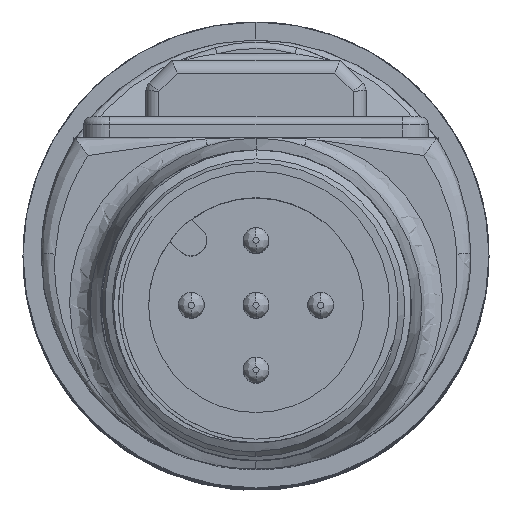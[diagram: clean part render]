
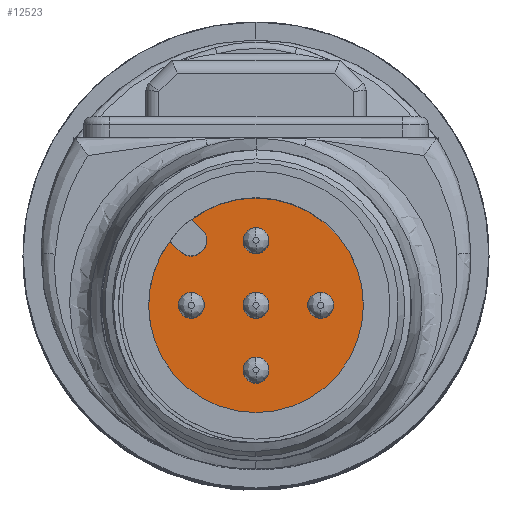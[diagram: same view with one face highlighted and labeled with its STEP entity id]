
A CAD part, top view. The second image highlights one B-rep face of the part: STEP entity #12523.
In plain terms, the highlighted face is planar.
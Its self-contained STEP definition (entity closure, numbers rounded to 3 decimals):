
#10855=DIRECTION('',(0.,-0.707,-0.707));
#10856=VECTOR('',#10855,0.556);
#10857=CARTESIAN_POINT('',(-5.25,3.328,2.479));
#10858=LINE('',#10857,#10856);
#10862=CARTESIAN_POINT('',(-5.25,2.51,2.51));
#10863=DIRECTION('',(-1.,0.,0.));
#10864=DIRECTION('',(0.,0.707,-0.707));
#10865=AXIS2_PLACEMENT_3D('',#10862,#10863,#10864);
#10870=DIRECTION('',(0.,0.707,0.707));
#10871=VECTOR('',#10870,0.556);
#10872=CARTESIAN_POINT('',(-5.25,2.086,2.934));
#10873=LINE('',#10872,#10871);
#10877=CARTESIAN_POINT('',(-5.25,0.,0.));
#10878=DIRECTION('',(1.,0.,0.));
#10879=DIRECTION('',(0.,0.597,0.802));
#10880=AXIS2_PLACEMENT_3D('',#10877,#10878,#10879);
#10885=CARTESIAN_POINT('',(-5.25,0.,0.));
#10886=DIRECTION('',(1.,0.,0.));
#10887=DIRECTION('',(0.,0.,1.));
#10888=AXIS2_PLACEMENT_3D('',#10885,#10886,#10887);
#10893=CARTESIAN_POINT('',(-5.25,0.,0.));
#10894=DIRECTION('',(1.,0.,0.));
#10895=DIRECTION('',(0.,0.,-1.));
#10896=AXIS2_PLACEMENT_3D('',#10893,#10894,#10895);
#10901=CARTESIAN_POINT('',(-5.25,-2.5,0.));
#10902=DIRECTION('',(-1.,0.,0.));
#10903=DIRECTION('',(0.,0.,1.));
#10904=AXIS2_PLACEMENT_3D('',#10901,#10902,#10903);
#10909=CARTESIAN_POINT('',(-5.25,-2.5,0.));
#10910=DIRECTION('',(-1.,0.,0.));
#10911=DIRECTION('',(0.,0.,-1.));
#10912=AXIS2_PLACEMENT_3D('',#10909,#10910,#10911);
#10917=CARTESIAN_POINT('',(-5.25,0.,-2.5));
#10918=DIRECTION('',(-1.,0.,0.));
#10919=DIRECTION('',(0.,0.,1.));
#10920=AXIS2_PLACEMENT_3D('',#10917,#10918,#10919);
#10925=CARTESIAN_POINT('',(-5.25,0.,-2.5));
#10926=DIRECTION('',(-1.,0.,0.));
#10927=DIRECTION('',(0.,0.,-1.));
#10928=AXIS2_PLACEMENT_3D('',#10925,#10926,#10927);
#10933=CARTESIAN_POINT('',(-5.25,2.5,0.));
#10934=DIRECTION('',(-1.,0.,0.));
#10935=DIRECTION('',(0.,0.,1.));
#10936=AXIS2_PLACEMENT_3D('',#10933,#10934,#10935);
#10941=CARTESIAN_POINT('',(-5.25,2.5,0.));
#10942=DIRECTION('',(-1.,0.,0.));
#10943=DIRECTION('',(0.,0.,-1.));
#10944=AXIS2_PLACEMENT_3D('',#10941,#10942,#10943);
#10949=CARTESIAN_POINT('',(-5.25,0.,0.));
#10950=DIRECTION('',(-1.,0.,0.));
#10951=DIRECTION('',(0.,0.,1.));
#10952=AXIS2_PLACEMENT_3D('',#10949,#10950,#10951);
#10957=CARTESIAN_POINT('',(-5.25,0.,0.));
#10958=DIRECTION('',(-1.,0.,0.));
#10959=DIRECTION('',(0.,0.,-1.));
#10960=AXIS2_PLACEMENT_3D('',#10957,#10958,#10959);
#10965=CARTESIAN_POINT('',(-5.25,0.,2.5));
#10966=DIRECTION('',(-1.,0.,0.));
#10967=DIRECTION('',(0.,0.,1.));
#10968=AXIS2_PLACEMENT_3D('',#10965,#10966,#10967);
#10973=CARTESIAN_POINT('',(-5.25,0.,2.5));
#10974=DIRECTION('',(-1.,0.,0.));
#10975=DIRECTION('',(0.,0.,-1.));
#10976=AXIS2_PLACEMENT_3D('',#10973,#10974,#10975);
#11973=CARTESIAN_POINT('',(-5.25,0.,-4.15));
#11974=VERTEX_POINT('',#11973);
#11975=CARTESIAN_POINT('',(-5.25,0.,4.15));
#11976=VERTEX_POINT('',#11975);
#11977=CARTESIAN_POINT('',(-5.25,3.328,2.479));
#11978=VERTEX_POINT('',#11977);
#11979=CARTESIAN_POINT('',(-5.25,2.479,3.328));
#11980=VERTEX_POINT('',#11979);
#11985=CARTESIAN_POINT('',(-5.25,2.934,2.086));
#11986=VERTEX_POINT('',#11985);
#11987=CARTESIAN_POINT('',(-5.25,2.086,2.934));
#11988=VERTEX_POINT('',#11987);
#11989=CARTESIAN_POINT('',(-5.25,-2.5,0.5));
#11990=CARTESIAN_POINT('',(-5.25,-2.5,-0.5));
#11991=VERTEX_POINT('',#11989);
#11992=VERTEX_POINT('',#11990);
#11993=CARTESIAN_POINT('',(-5.25,0.,-2.));
#11994=CARTESIAN_POINT('',(-5.25,0.,-3.));
#11995=VERTEX_POINT('',#11993);
#11996=VERTEX_POINT('',#11994);
#11997=CARTESIAN_POINT('',(-5.25,2.5,0.5));
#11998=CARTESIAN_POINT('',(-5.25,2.5,-0.5));
#11999=VERTEX_POINT('',#11997);
#12000=VERTEX_POINT('',#11998);
#12001=CARTESIAN_POINT('',(-5.25,0.,0.5));
#12002=CARTESIAN_POINT('',(-5.25,0.,-0.5));
#12003=VERTEX_POINT('',#12001);
#12004=VERTEX_POINT('',#12002);
#12005=CARTESIAN_POINT('',(-5.25,0.,3.));
#12006=CARTESIAN_POINT('',(-5.25,0.,2.));
#12007=VERTEX_POINT('',#12005);
#12008=VERTEX_POINT('',#12006);
#12477=CARTESIAN_POINT('',(-5.25,0.,0.));
#12478=DIRECTION('',(-1.,0.,0.));
#12479=DIRECTION('',(0.,0.,1.));
#12480=AXIS2_PLACEMENT_3D('',#12477,#12478,#12479);
#12481=PLANE('',#12480);
#12483=ORIENTED_EDGE('',*,*,#12482,.T.);
#12485=ORIENTED_EDGE('',*,*,#12484,.T.);
#12487=ORIENTED_EDGE('',*,*,#12486,.T.);
#12488=ORIENTED_EDGE('',*,*,#12466,.T.);
#12489=ORIENTED_EDGE('',*,*,#12448,.T.);
#12490=ORIENTED_EDGE('',*,*,#12461,.T.);
#12491=EDGE_LOOP('',(#12483,#12485,#12487,#12488,#12489,#12490));
#12492=FACE_OUTER_BOUND('',#12491,.F.);
#12494=ORIENTED_EDGE('',*,*,#12493,.T.);
#12496=ORIENTED_EDGE('',*,*,#12495,.T.);
#12497=EDGE_LOOP('',(#12494,#12496));
#12498=FACE_BOUND('',#12497,.F.);
#12500=ORIENTED_EDGE('',*,*,#12499,.T.);
#12502=ORIENTED_EDGE('',*,*,#12501,.T.);
#12503=EDGE_LOOP('',(#12500,#12502));
#12504=FACE_BOUND('',#12503,.F.);
#12506=ORIENTED_EDGE('',*,*,#12505,.T.);
#12508=ORIENTED_EDGE('',*,*,#12507,.T.);
#12509=EDGE_LOOP('',(#12506,#12508));
#12510=FACE_BOUND('',#12509,.F.);
#12512=ORIENTED_EDGE('',*,*,#12511,.T.);
#12514=ORIENTED_EDGE('',*,*,#12513,.T.);
#12515=EDGE_LOOP('',(#12512,#12514));
#12516=FACE_BOUND('',#12515,.F.);
#12518=ORIENTED_EDGE('',*,*,#12517,.T.);
#12520=ORIENTED_EDGE('',*,*,#12519,.T.);
#12521=EDGE_LOOP('',(#12518,#12520));
#12522=FACE_BOUND('',#12521,.F.);
#10866=CIRCLE('',#10865,0.6);
#10881=CIRCLE('',#10880,4.15);
#10889=CIRCLE('',#10888,4.15);
#10897=CIRCLE('',#10896,4.15);
#10905=CIRCLE('',#10904,0.5);
#10913=CIRCLE('',#10912,0.5);
#10921=CIRCLE('',#10920,0.5);
#10929=CIRCLE('',#10928,0.5);
#10937=CIRCLE('',#10936,0.5);
#10945=CIRCLE('',#10944,0.5);
#10953=CIRCLE('',#10952,0.5);
#10961=CIRCLE('',#10960,0.5);
#10969=CIRCLE('',#10968,0.5);
#10977=CIRCLE('',#10976,0.5);
#12448=EDGE_CURVE('',#11976,#11974,#10889,.T.);
#12461=EDGE_CURVE('',#11974,#11978,#10897,.T.);
#12466=EDGE_CURVE('',#11980,#11976,#10881,.T.);
#12482=EDGE_CURVE('',#11978,#11986,#10858,.T.);
#12484=EDGE_CURVE('',#11986,#11988,#10866,.T.);
#12486=EDGE_CURVE('',#11988,#11980,#10873,.T.);
#12493=EDGE_CURVE('',#11991,#11992,#10905,.T.);
#12495=EDGE_CURVE('',#11992,#11991,#10913,.T.);
#12499=EDGE_CURVE('',#11995,#11996,#10921,.T.);
#12501=EDGE_CURVE('',#11996,#11995,#10929,.T.);
#12505=EDGE_CURVE('',#11999,#12000,#10937,.T.);
#12507=EDGE_CURVE('',#12000,#11999,#10945,.T.);
#12511=EDGE_CURVE('',#12003,#12004,#10953,.T.);
#12513=EDGE_CURVE('',#12004,#12003,#10961,.T.);
#12517=EDGE_CURVE('',#12007,#12008,#10969,.T.);
#12519=EDGE_CURVE('',#12008,#12007,#10977,.T.);
#12523=ADVANCED_FACE('',(#12492,#12498,#12504,#12510,#12516,#12522),#12481,.T.);
